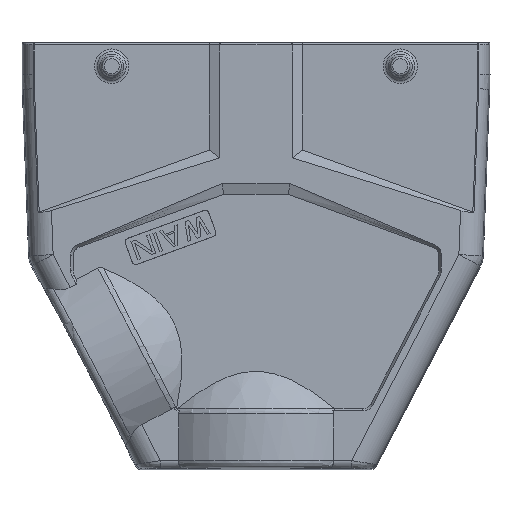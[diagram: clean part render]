
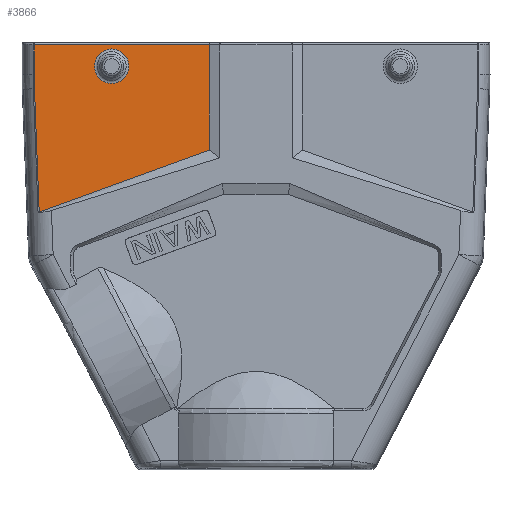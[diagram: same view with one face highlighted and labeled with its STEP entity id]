
A CAD part, top view. The second image highlights one B-rep face of the part: STEP entity #3866.
In plain terms, the highlighted planar face has unit normal (0, 0, 1).
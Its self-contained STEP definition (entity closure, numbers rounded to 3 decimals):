
#3866=ADVANCED_FACE('',(#5952,#5953),#4297,.T.);
#4297=PLANE('',#10612);
#4507=B_SPLINE_CURVE_WITH_KNOTS('',3,(#13224,#13225,#13226,#13227,#13228,
#13229,#13230),.UNSPECIFIED.,.F.,.F.,(4,3,4),(0.,0.5,1.),
 .UNSPECIFIED.);
#4699=LINE('',#13211,#5317);
#4700=LINE('',#13215,#5318);
#4702=LINE('',#13250,#5320);
#4703=LINE('',#13252,#5321);
#4704=LINE('',#13254,#5322);
#5317=VECTOR('',#11300,1.);
#5318=VECTOR('',#11305,1.);
#5320=VECTOR('',#11313,1.);
#5321=VECTOR('',#11314,1.);
#5322=VECTOR('',#11315,1.);
#5952=FACE_BOUND('',#6065,.T.);
#5953=FACE_BOUND('',#6066,.T.);
#6065=EDGE_LOOP('',(#6594));
#6066=EDGE_LOOP('',(#6595,#6596,#6597,#6598,#6599,#6600));
#6594=ORIENTED_EDGE('',*,*,#9367,.T.);
#6595=ORIENTED_EDGE('',*,*,#9370,.T.);
#6596=ORIENTED_EDGE('',*,*,#9378,.T.);
#6597=ORIENTED_EDGE('',*,*,#9379,.T.);
#6598=ORIENTED_EDGE('',*,*,#9380,.F.);
#6599=ORIENTED_EDGE('',*,*,#9372,.F.);
#6600=ORIENTED_EDGE('',*,*,#9376,.T.);
#8694=VERTEX_POINT('',#13201);
#8697=VERTEX_POINT('',#13210);
#8698=VERTEX_POINT('',#13212);
#8699=VERTEX_POINT('',#13216);
#8700=VERTEX_POINT('',#13217);
#8703=VERTEX_POINT('',#13251);
#8704=VERTEX_POINT('',#13253);
#9367=EDGE_CURVE('',#8694,#8694,#10416,.T.);
#9370=EDGE_CURVE('',#8698,#8697,#4699,.T.);
#9372=EDGE_CURVE('',#8699,#8700,#4700,.T.);
#9376=EDGE_CURVE('',#8699,#8698,#4507,.T.);
#9378=EDGE_CURVE('',#8697,#8703,#4702,.T.);
#9379=EDGE_CURVE('',#8703,#8704,#4703,.T.);
#9380=EDGE_CURVE('',#8700,#8704,#4704,.T.);
#10416=CIRCLE('',#10605,4.414);
#10605=AXIS2_PLACEMENT_3D('',#13200,#11295,#11296);
#10612=AXIS2_PLACEMENT_3D('',#13255,#11316,#11317);
#11295=DIRECTION('',(0.,0.,-1.));
#11296=DIRECTION('',(1.,0.,0.));
#11300=DIRECTION('',(0.038,-0.999,0.));
#11305=DIRECTION('',(0.,1.,0.));
#11313=DIRECTION('',(0.94,0.342,0.));
#11314=DIRECTION('',(0.,1.,0.));
#11315=DIRECTION('',(1.,0.,0.));
#11316=DIRECTION('',(0.,0.,1.));
#11317=DIRECTION('',(1.,0.,0.));
#13200=CARTESIAN_POINT('',(-147.,48.,21.5));
#13201=CARTESIAN_POINT('',(-142.586,48.,21.5));
#13210=CARTESIAN_POINT('',(-165.602,10.63,21.5));
#13211=CARTESIAN_POINT('',(-166.813,42.486,21.5));
#13212=CARTESIAN_POINT('',(-166.803,42.214,21.5));
#13215=CARTESIAN_POINT('',(-166.873,-41.877,21.5));
#13216=CARTESIAN_POINT('',(-166.873,45.907,21.5));
#13217=CARTESIAN_POINT('',(-166.873,53.453,21.5));
#13224=CARTESIAN_POINT('',(-166.873,45.907,21.5));
#13225=CARTESIAN_POINT('',(-166.873,45.291,21.5));
#13226=CARTESIAN_POINT('',(-166.868,44.675,21.5));
#13227=CARTESIAN_POINT('',(-166.856,44.06,21.5));
#13228=CARTESIAN_POINT('',(-166.844,43.444,21.5));
#13229=CARTESIAN_POINT('',(-166.827,42.829,21.5));
#13230=CARTESIAN_POINT('',(-166.803,42.214,21.5));
#13250=CARTESIAN_POINT('',(-165.602,10.63,21.5));
#13251=CARTESIAN_POINT('',(-122.,26.5,21.5));
#13252=CARTESIAN_POINT('',(-122.,-41.877,21.5));
#13253=CARTESIAN_POINT('',(-122.,53.453,21.5));
#13254=CARTESIAN_POINT('',(-131.549,53.453,21.5));
#13255=CARTESIAN_POINT('',(-131.549,-41.877,21.5));
